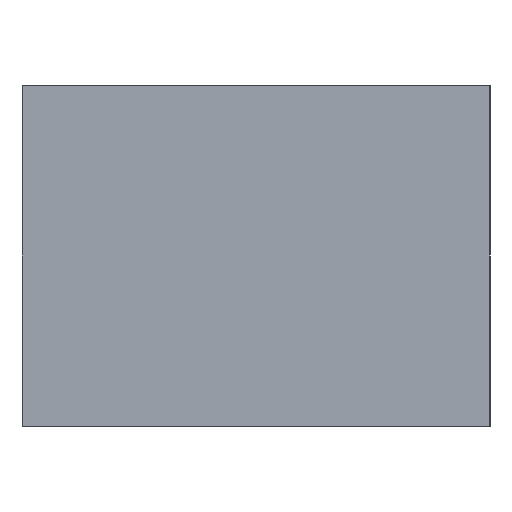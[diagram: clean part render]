
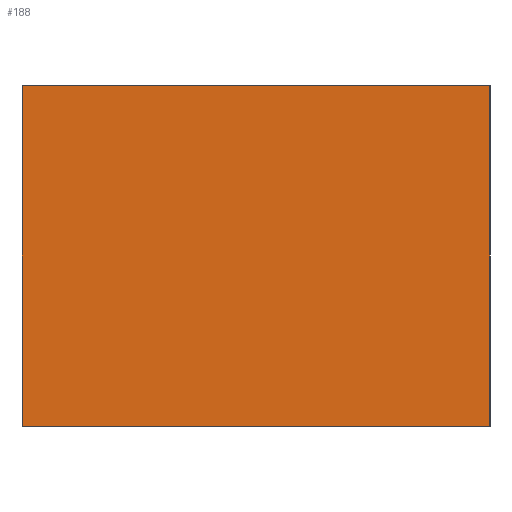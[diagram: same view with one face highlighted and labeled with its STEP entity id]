
A CAD part, left-side view. The second image highlights one B-rep face of the part: STEP entity #188.
In plain terms, the highlighted planar face has unit normal (-1, 0, 0).
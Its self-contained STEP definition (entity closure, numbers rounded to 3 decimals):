
#70=CARTESIAN_POINT('',(-0.525,0.275,0.4));
#71=VERTEX_POINT('',#70);
#88=CARTESIAN_POINT('',(-0.525,0.275,0.0));
#89=VERTEX_POINT('',#88);
#96=CARTESIAN_POINT('',(-0.525,0.275,0.0));
#97=DIRECTION('',(0.0,0.0,1.0));
#98=VECTOR('',#97,0.4);
#99=LINE('',#96,#98);
#100=EDGE_CURVE('',#89,#71,#99,.T.);
#141=CARTESIAN_POINT('',(-0.525,-0.275,0.4));
#142=VERTEX_POINT('',#141);
#149=CARTESIAN_POINT('',(-0.525,-0.275,0.0));
#150=VERTEX_POINT('',#149);
#151=CARTESIAN_POINT('',(-0.525,-0.275,0.0));
#152=DIRECTION('',(0.0,0.0,1.0));
#153=VECTOR('',#152,0.4);
#154=LINE('',#151,#153);
#155=EDGE_CURVE('',#150,#142,#154,.T.);
#167=CARTESIAN_POINT('',(-0.525,-0.275,0.0));
#168=DIRECTION('',(-1.0,0.0,0.0));
#169=DIRECTION('',(0.0,0.0,1.0));
#170=AXIS2_PLACEMENT_3D('',#167,#168,#169);
#171=PLANE('',#170);
#172=CARTESIAN_POINT('',(-0.525,-0.275,0.4));
#173=DIRECTION('',(0.0,1.0,0.0));
#174=VECTOR('',#173,0.55);
#175=LINE('',#172,#174);
#176=EDGE_CURVE('',#142,#71,#175,.T.);
#177=ORIENTED_EDGE('',*,*,#176,.T.);
#178=ORIENTED_EDGE('',*,*,#100,.F.);
#179=CARTESIAN_POINT('',(-0.525,0.275,0.0));
#180=DIRECTION('',(0.0,-1.0,0.0));
#181=VECTOR('',#180,0.55);
#182=LINE('',#179,#181);
#183=EDGE_CURVE('',#89,#150,#182,.T.);
#184=ORIENTED_EDGE('',*,*,#183,.T.);
#185=ORIENTED_EDGE('',*,*,#155,.T.);
#186=EDGE_LOOP('',(#177,#178,#184,#185));
#187=FACE_OUTER_BOUND('',#186,.T.);
#188=ADVANCED_FACE('',(#187),#171,.T.);
